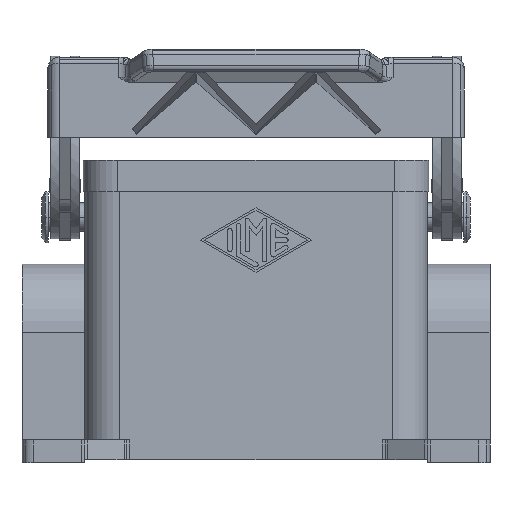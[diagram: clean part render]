
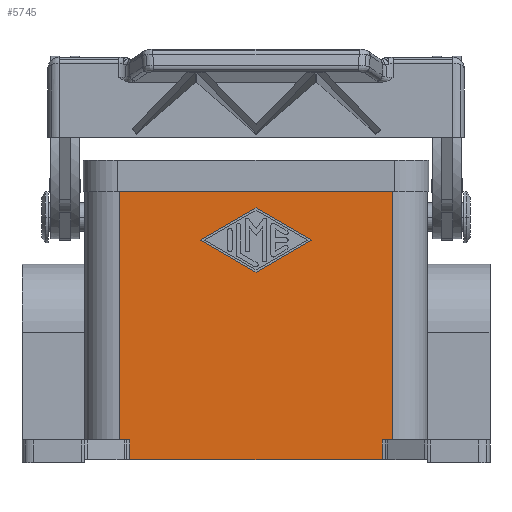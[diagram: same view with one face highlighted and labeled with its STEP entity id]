
A CAD part, front view. The second image highlights one B-rep face of the part: STEP entity #5745.
In plain terms, the highlighted planar face has unit normal (0, -1, 0).
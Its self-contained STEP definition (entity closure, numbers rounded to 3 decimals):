
#4964=CARTESIAN_POINT('',(22.103,-21.75,-23.5));
#4965=VERTEX_POINT('',#4964);
#4973=CARTESIAN_POINT('',(-22.103,-21.75,-23.5));
#4974=VERTEX_POINT('',#4973);
#4975=CARTESIAN_POINT('',(22.103,-21.75,-23.5));
#4976=DIRECTION('',(-1.0,0.0,0.0));
#4977=VECTOR('',#4976,44.206);
#4978=LINE('',#4975,#4977);
#4979=EDGE_CURVE('',#4965,#4974,#4978,.T.);
#5317=CARTESIAN_POINT('',(-22.103,-21.75,-20.));
#5318=VERTEX_POINT('',#5317);
#5326=CARTESIAN_POINT('',(-24.,-21.75,-20.));
#5327=VERTEX_POINT('',#5326);
#5328=CARTESIAN_POINT('',(-24.,-21.75,-20.));
#5329=DIRECTION('',(1.0,0.0,0.0));
#5330=VECTOR('',#5329,1.897);
#5331=LINE('',#5328,#5330);
#5332=EDGE_CURVE('',#5327,#5318,#5331,.T.);
#5646=CARTESIAN_POINT('',(22.103,-21.75,-20.));
#5647=VERTEX_POINT('',#5646);
#5655=CARTESIAN_POINT('',(22.103,-21.75,-20.));
#5656=DIRECTION('',(0.0,0.0,-1.0));
#5657=VECTOR('',#5656,3.5);
#5658=LINE('',#5655,#5657);
#5659=EDGE_CURVE('',#5647,#4965,#5658,.T.);
#5665=CARTESIAN_POINT('',(24.,-21.75,1.5));
#5666=DIRECTION('',(0.0,-1.0,0.0));
#5667=DIRECTION('',(0.0,0.0,-1.0));
#5668=AXIS2_PLACEMENT_3D('',#5665,#5666,#5667);
#5669=PLANE('',#5668);
#5670=ORIENTED_EDGE('',*,*,#5659,.F.);
#5671=CARTESIAN_POINT('',(24.,-21.75,-20.));
#5672=VERTEX_POINT('',#5671);
#5673=CARTESIAN_POINT('',(22.103,-21.75,-20.));
#5674=DIRECTION('',(1.0,0.0,0.0));
#5675=VECTOR('',#5674,1.897);
#5676=LINE('',#5673,#5675);
#5677=EDGE_CURVE('',#5647,#5672,#5676,.T.);
#5678=ORIENTED_EDGE('',*,*,#5677,.T.);
#5679=CARTESIAN_POINT('',(24.,-21.75,23.5));
#5680=VERTEX_POINT('',#5679);
#5681=CARTESIAN_POINT('',(24.,-21.75,-20.));
#5682=DIRECTION('',(0.0,0.0,1.0));
#5683=VECTOR('',#5682,43.5);
#5684=LINE('',#5681,#5683);
#5685=EDGE_CURVE('',#5672,#5680,#5684,.T.);
#5686=ORIENTED_EDGE('',*,*,#5685,.T.);
#5687=CARTESIAN_POINT('',(-24.,-21.75,23.5));
#5688=VERTEX_POINT('',#5687);
#5689=CARTESIAN_POINT('',(24.,-21.75,23.5));
#5690=DIRECTION('',(-1.0,0.0,0.0));
#5691=VECTOR('',#5690,48.);
#5692=LINE('',#5689,#5691);
#5693=EDGE_CURVE('',#5680,#5688,#5692,.T.);
#5694=ORIENTED_EDGE('',*,*,#5693,.T.);
#5695=CARTESIAN_POINT('',(-24.,-21.75,-20.));
#5696=DIRECTION('',(0.0,0.0,1.0));
#5697=VECTOR('',#5696,43.5);
#5698=LINE('',#5695,#5697);
#5699=EDGE_CURVE('',#5327,#5688,#5698,.T.);
#5700=ORIENTED_EDGE('',*,*,#5699,.F.);
#5701=ORIENTED_EDGE('',*,*,#5332,.T.);
#5702=CARTESIAN_POINT('',(-22.103,-21.75,-23.5));
#5703=DIRECTION('',(0.0,0.0,1.0));
#5704=VECTOR('',#5703,3.5);
#5705=LINE('',#5702,#5704);
#5706=EDGE_CURVE('',#4974,#5318,#5705,.T.);
#5707=ORIENTED_EDGE('',*,*,#5706,.F.);
#5708=ORIENTED_EDGE('',*,*,#4979,.F.);
#5709=EDGE_LOOP('',(#5670,#5678,#5686,#5694,#5700,#5701,#5707,#5708));
#5710=FACE_OUTER_BOUND('',#5709,.T.);
#5711=CARTESIAN_POINT('',(0.,-21.75,9.375));
#5712=VERTEX_POINT('',#5711);
#5713=CARTESIAN_POINT('',(-9.75,-21.75,15.));
#5714=VERTEX_POINT('',#5713);
#5715=CARTESIAN_POINT('',(0.,-21.75,9.375));
#5716=DIRECTION('',(-0.866,0.0,0.5));
#5717=VECTOR('',#5716,11.256);
#5718=LINE('',#5715,#5717);
#5719=EDGE_CURVE('',#5712,#5714,#5718,.T.);
#5720=ORIENTED_EDGE('',*,*,#5719,.T.);
#5721=CARTESIAN_POINT('',(0.,-21.75,20.625));
#5722=VERTEX_POINT('',#5721);
#5723=CARTESIAN_POINT('',(-9.75,-21.75,15.));
#5724=DIRECTION('',(0.866,0.0,0.5));
#5725=VECTOR('',#5724,11.256);
#5726=LINE('',#5723,#5725);
#5727=EDGE_CURVE('',#5714,#5722,#5726,.T.);
#5728=ORIENTED_EDGE('',*,*,#5727,.T.);
#5729=CARTESIAN_POINT('',(9.75,-21.75,15.));
#5730=VERTEX_POINT('',#5729);
#5731=CARTESIAN_POINT('',(0.,-21.75,20.625));
#5732=DIRECTION('',(0.866,0.0,-0.5));
#5733=VECTOR('',#5732,11.256);
#5734=LINE('',#5731,#5733);
#5735=EDGE_CURVE('',#5722,#5730,#5734,.T.);
#5736=ORIENTED_EDGE('',*,*,#5735,.T.);
#5737=CARTESIAN_POINT('',(9.75,-21.75,15.));
#5738=DIRECTION('',(-0.866,0.0,-0.5));
#5739=VECTOR('',#5738,11.256);
#5740=LINE('',#5737,#5739);
#5741=EDGE_CURVE('',#5730,#5712,#5740,.T.);
#5742=ORIENTED_EDGE('',*,*,#5741,.T.);
#5743=EDGE_LOOP('',(#5720,#5728,#5736,#5742));
#5744=FACE_BOUND('',#5743,.T.);
#5745=ADVANCED_FACE('',(#5710,#5744),#5669,.T.);
